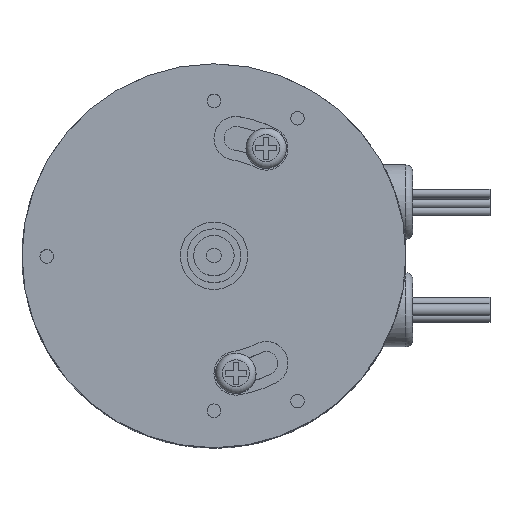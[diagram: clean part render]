
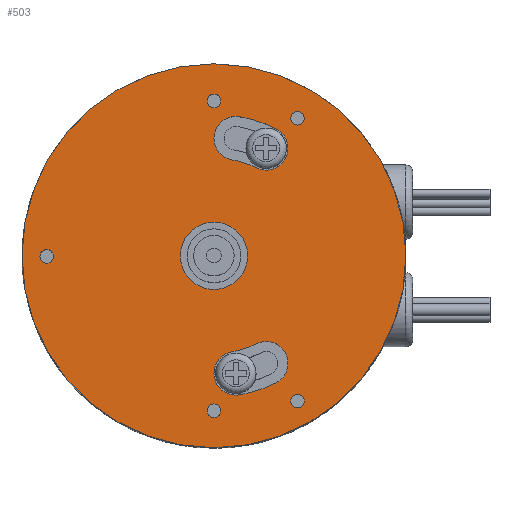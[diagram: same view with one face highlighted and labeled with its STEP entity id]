
A CAD part, top view. The second image highlights one B-rep face of the part: STEP entity #503.
In plain terms, the highlighted planar face has unit normal (0, 0, 1).
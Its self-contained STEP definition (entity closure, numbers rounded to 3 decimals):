
#503 = ADVANCED_FACE( '', ( #1102, #1103, #1104, #1105, #1106, #1107, #1108, #1109, #1110 ), #1111, .F. );
#1102 = FACE_BOUND( '', #1755, .T. );
#1103 = FACE_BOUND( '', #1756, .T. );
#1104 = FACE_BOUND( '', #1757, .T. );
#1105 = FACE_BOUND( '', #1758, .T. );
#1106 = FACE_BOUND( '', #1759, .T. );
#1107 = FACE_BOUND( '', #1760, .T. );
#1108 = FACE_BOUND( '', #1761, .T. );
#1109 = FACE_BOUND( '', #1762, .T. );
#1110 = FACE_OUTER_BOUND( '', #1763, .T. );
#1111 = PLANE( '', #1764 );
#1755 = EDGE_LOOP( '', ( #3054 ) );
#1756 = EDGE_LOOP( '', ( #3055 ) );
#1757 = EDGE_LOOP( '', ( #3056 ) );
#1758 = EDGE_LOOP( '', ( #3057 ) );
#1759 = EDGE_LOOP( '', ( #3058 ) );
#1760 = EDGE_LOOP( '', ( #3059, #3060, #3061, #3062 ) );
#1761 = EDGE_LOOP( '', ( #3063, #3064, #3065, #3066 ) );
#1762 = EDGE_LOOP( '', ( #3067 ) );
#1763 = EDGE_LOOP( '', ( #3068 ) );
#1764 = AXIS2_PLACEMENT_3D( '', #3069, #3070, #3071 );
#3054 = ORIENTED_EDGE( '', *, *, #3833, .T. );
#3055 = ORIENTED_EDGE( '', *, *, #3834, .T. );
#3056 = ORIENTED_EDGE( '', *, *, #3521, .T. );
#3057 = ORIENTED_EDGE( '', *, *, #3766, .T. );
#3058 = ORIENTED_EDGE( '', *, *, #3835, .T. );
#3059 = ORIENTED_EDGE( '', *, *, #3738, .T. );
#3060 = ORIENTED_EDGE( '', *, *, #3733, .T. );
#3061 = ORIENTED_EDGE( '', *, *, #3758, .T. );
#3062 = ORIENTED_EDGE( '', *, *, #3807, .T. );
#3063 = ORIENTED_EDGE( '', *, *, #3499, .F. );
#3064 = ORIENTED_EDGE( '', *, *, #3424, .F. );
#3065 = ORIENTED_EDGE( '', *, *, #3414, .F. );
#3066 = ORIENTED_EDGE( '', *, *, #3543, .F. );
#3067 = ORIENTED_EDGE( '', *, *, #3836, .T. );
#3068 = ORIENTED_EDGE( '', *, *, #3430, .F. );
#3069 = CARTESIAN_POINT( '', ( 0., 0., 54. ) );
#3070 = DIRECTION( '', ( 0., 0., -1. ) );
#3071 = DIRECTION( '', ( -1., 0., 0. ) );
#3414 = EDGE_CURVE( '', #4011, #4012, #4013, .T. );
#3424 = EDGE_CURVE( '', #4012, #4029, #4030, .T. );
#3430 = EDGE_CURVE( '', #4039, #4039, #4040, .T. );
#3499 = EDGE_CURVE( '', #4029, #4153, #4154, .T. );
#3521 = EDGE_CURVE( '', #4190, #4190, #4191, .T. );
#3543 = EDGE_CURVE( '', #4153, #4011, #4226, .T. );
#3733 = EDGE_CURVE( '', #4495, #4496, #4497, .T. );
#3738 = EDGE_CURVE( '', #4504, #4495, #4505, .T. );
#3758 = EDGE_CURVE( '', #4496, #4529, #4530, .T. );
#3766 = EDGE_CURVE( '', #4541, #4541, #4542, .T. );
#3807 = EDGE_CURVE( '', #4529, #4504, #4596, .T. );
#3833 = EDGE_CURVE( '', #4625, #4625, #4626, .T. );
#3834 = EDGE_CURVE( '', #4627, #4627, #4628, .T. );
#3835 = EDGE_CURVE( '', #4629, #4629, #4630, .T. );
#3836 = EDGE_CURVE( '', #4631, #4631, #4632, .T. );
#4011 = VERTEX_POINT( '', #4849 );
#4012 = VERTEX_POINT( '', #4850 );
#4013 = CIRCLE( '', #4851, 3.25 );
#4029 = VERTEX_POINT( '', #4873 );
#4030 = CIRCLE( '', #4874, 21. );
#4039 = VERTEX_POINT( '', #5038 );
#4040 = CIRCLE( '', #5039, 28.5 );
#4153 = VERTEX_POINT( '', #5181 );
#4154 = CIRCLE( '', #5182, 3.25 );
#4190 = VERTEX_POINT( '', #5229 );
#4191 = CIRCLE( '', #5230, 1.007 );
#4226 = CIRCLE( '', #5276, 14.5 );
#4495 = VERTEX_POINT( '', #5634 );
#4496 = VERTEX_POINT( '', #5635 );
#4497 = CIRCLE( '', #5636, 3.25 );
#4504 = VERTEX_POINT( '', #5645 );
#4505 = CIRCLE( '', #5646, 14.5 );
#4529 = VERTEX_POINT( '', #5677 );
#4530 = CIRCLE( '', #5678, 21. );
#4541 = VERTEX_POINT( '', #5690 );
#4542 = CIRCLE( '', #5691, 1.007 );
#4596 = CIRCLE( '', #5762, 3.25 );
#4625 = VERTEX_POINT( '', #5796 );
#4626 = CIRCLE( '', #5797, 1.007 );
#4627 = VERTEX_POINT( '', #5798 );
#4628 = CIRCLE( '', #5799, 1.007 );
#4629 = VERTEX_POINT( '', #5800 );
#4630 = CIRCLE( '', #5801, 1.007 );
#4631 = VERTEX_POINT( '', #5802 );
#4632 = CIRCLE( '', #5803, 5. );
#4849 = CARTESIAN_POINT( '', ( 6.331, 13.045, 54. ) );
#4850 = CARTESIAN_POINT( '', ( 9.169, 18.893, 54. ) );
#4851 = AXIS2_PLACEMENT_3D( '', #5961, #5962, #5963 );
#4873 = CARTESIAN_POINT( '', ( 3.845, 20.645, 54. ) );
#4874 = AXIS2_PLACEMENT_3D( '', #5973, #5974, #5975 );
#5038 = CARTESIAN_POINT( '', ( 28.5, 0., 54. ) );
#5039 = AXIS2_PLACEMENT_3D( '', #5980, #5981, #5982 );
#5181 = CARTESIAN_POINT( '', ( 2.655, 14.255, 54. ) );
#5182 = AXIS2_PLACEMENT_3D( '', #6075, #6076, #6077 );
#5229 = CARTESIAN_POINT( '', ( 12.41, 19.401, 54. ) );
#5230 = AXIS2_PLACEMENT_3D( '', #6107, #6108, #6109 );
#5276 = AXIS2_PLACEMENT_3D( '', #6130, #6131, #6132 );
#5634 = CARTESIAN_POINT( '', ( 6.331, -13.045, 54. ) );
#5635 = CARTESIAN_POINT( '', ( 9.169, -18.893, 54. ) );
#5636 = AXIS2_PLACEMENT_3D( '', #6339, #6340, #6341 );
#5645 = CARTESIAN_POINT( '', ( 2.655, -14.255, 54. ) );
#5646 = AXIS2_PLACEMENT_3D( '', #6347, #6348, #6349 );
#5677 = CARTESIAN_POINT( '', ( 3.845, -20.645, 54. ) );
#5678 = AXIS2_PLACEMENT_3D( '', #6369, #6370, #6371 );
#5690 = CARTESIAN_POINT( '', ( 12.41, -22.592, 54. ) );
#5691 = AXIS2_PLACEMENT_3D( '', #6382, #6383, #6384 );
#5762 = AXIS2_PLACEMENT_3D( '', #6420, #6421, #6422 );
#5796 = CARTESIAN_POINT( '', ( 0., -24.007, 54. ) );
#5797 = AXIS2_PLACEMENT_3D( '', #6446, #6447, #6448 );
#5798 = CARTESIAN_POINT( '', ( 0., 21.994, 54. ) );
#5799 = AXIS2_PLACEMENT_3D( '', #6449, #6450, #6451 );
#5800 = CARTESIAN_POINT( '', ( -24.829, -1.092, 54. ) );
#5801 = AXIS2_PLACEMENT_3D( '', #6452, #6453, #6454 );
#5802 = CARTESIAN_POINT( '', ( 0., 5., 54. ) );
#5803 = AXIS2_PLACEMENT_3D( '', #6455, #6456, #6457 );
#5961 = CARTESIAN_POINT( '', ( 7.75, 15.969, 54. ) );
#5962 = DIRECTION( '', ( 0., 0., 1. ) );
#5963 = DIRECTION( '', ( 0., 1., 0. ) );
#5973 = CARTESIAN_POINT( '', ( 0., 0., 54. ) );
#5974 = DIRECTION( '', ( 0., 0., 1. ) );
#5975 = DIRECTION( '', ( 0., -1., 0. ) );
#5980 = CARTESIAN_POINT( '', ( 0., 0., 54. ) );
#5981 = DIRECTION( '', ( 0., 0., -1. ) );
#5982 = DIRECTION( '', ( 1., 0., 0. ) );
#6075 = CARTESIAN_POINT( '', ( 3.25, 17.45, 54. ) );
#6076 = DIRECTION( '', ( 0., 0., 1. ) );
#6077 = DIRECTION( '', ( 0., -1., 0. ) );
#6107 = CARTESIAN_POINT( '', ( 12.41, 20.408, 54. ) );
#6108 = DIRECTION( '', ( 0., 0., -1. ) );
#6109 = DIRECTION( '', ( 0., -1., 0. ) );
#6130 = CARTESIAN_POINT( '', ( 0., 0., 54. ) );
#6131 = DIRECTION( '', ( 0., 0., -1. ) );
#6132 = DIRECTION( '', ( 0., -1., 0. ) );
#6339 = CARTESIAN_POINT( '', ( 7.75, -15.969, 54. ) );
#6340 = DIRECTION( '', ( 0., 0., -1. ) );
#6341 = DIRECTION( '', ( 0., -1., 0. ) );
#6347 = CARTESIAN_POINT( '', ( 0., 0., 54. ) );
#6348 = DIRECTION( '', ( 0., 0., 1. ) );
#6349 = DIRECTION( '', ( 0., -1., 0. ) );
#6369 = CARTESIAN_POINT( '', ( 0., 0., 54. ) );
#6370 = DIRECTION( '', ( 0., 0., -1. ) );
#6371 = DIRECTION( '', ( 0., -1., 0. ) );
#6382 = CARTESIAN_POINT( '', ( 12.41, -21.586, 54. ) );
#6383 = DIRECTION( '', ( 0., 0., -1. ) );
#6384 = DIRECTION( '', ( 0., -1., 0. ) );
#6420 = CARTESIAN_POINT( '', ( 3.25, -17.45, 54. ) );
#6421 = DIRECTION( '', ( 0., 0., -1. ) );
#6422 = DIRECTION( '', ( 0., 1., 0. ) );
#6446 = CARTESIAN_POINT( '', ( 0., -23., 54. ) );
#6447 = DIRECTION( '', ( 0., 0., -1. ) );
#6448 = DIRECTION( '', ( 0., -1., 0. ) );
#6449 = CARTESIAN_POINT( '', ( 0., 23., 54. ) );
#6450 = DIRECTION( '', ( 0., 0., -1. ) );
#6451 = DIRECTION( '', ( 0., -1., 0. ) );
#6452 = CARTESIAN_POINT( '', ( -24.829, -0.086, 54. ) );
#6453 = DIRECTION( '', ( 0., 0., -1. ) );
#6454 = DIRECTION( '', ( 0., -1., 0. ) );
#6455 = CARTESIAN_POINT( '', ( 0., 0., 54. ) );
#6456 = DIRECTION( '', ( 0., 0., -1. ) );
#6457 = DIRECTION( '', ( 0., 1., 0. ) );
